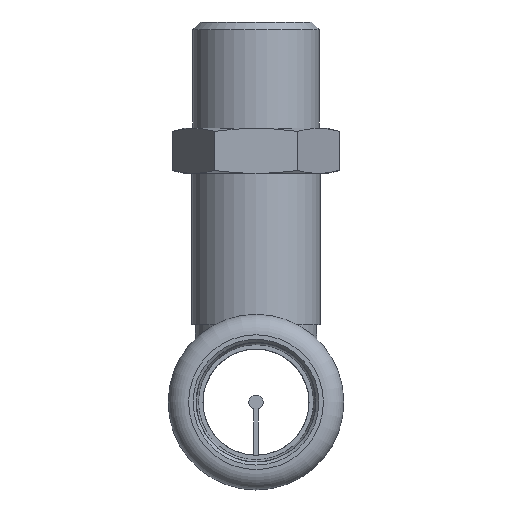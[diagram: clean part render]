
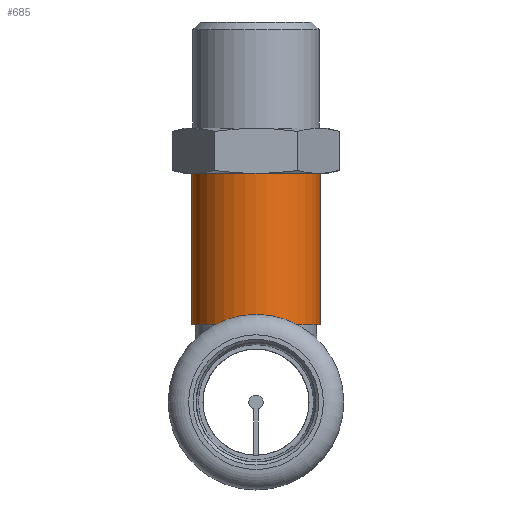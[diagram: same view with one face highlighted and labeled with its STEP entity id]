
A CAD part, left-side view. The second image highlights one B-rep face of the part: STEP entity #685.
In plain terms, the highlighted cylindrical face has radius 8.5 mm (diameter 17 mm), a full revolution.
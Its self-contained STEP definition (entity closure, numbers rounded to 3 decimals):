
#153=FACE_BOUND($,#278,.T.);
#200=FACE_OUTER_BOUND($,#277,.T.);
#277=EDGE_LOOP($,(#608));
#278=EDGE_LOOP($,(#609));
#328=CIRCLE($,#779,8.5);
#329=CIRCLE($,#781,8.5);
#390=VERTEX_POINT($,#1346);
#391=VERTEX_POINT($,#1349);
#467=EDGE_CURVE($,#390,#390,#328,.T.);
#468=EDGE_CURVE($,#391,#391,#329,.T.);
#608=ORIENTED_EDGE($,*,*,#467,.T.);
#609=ORIENTED_EDGE($,*,*,#468,.F.);
#640=CYLINDRICAL_SURFACE($,#780,8.5);
#685=ADVANCED_FACE($,(#200,#153),#640,.T.);
#779=AXIS2_PLACEMENT_3D($,#1347,#973,#974);
#780=AXIS2_PLACEMENT_3D($,#1348,#975,#976);
#781=AXIS2_PLACEMENT_3D($,#1350,#977,#978);
#973=DIRECTION('center_axis',(1.,0.,0.));
#974=DIRECTION('ref_axis',(0.,1.,0.));
#975=DIRECTION('center_axis',(1.,0.,0.));
#976=DIRECTION('ref_axis',(0.,1.,0.));
#977=DIRECTION('center_axis',(1.,0.,0.));
#978=DIRECTION('ref_axis',(0.,1.,0.));
#1346=CARTESIAN_POINT('',(0.,8.5,0.));
#1347=CARTESIAN_POINT('Origin',(0.,0.,
0.));
#1348=CARTESIAN_POINT('Origin',(10.,0.,
0.));
#1349=CARTESIAN_POINT('',(20.,8.5,0.));
#1350=CARTESIAN_POINT('Origin',(20.,0.,0.));
